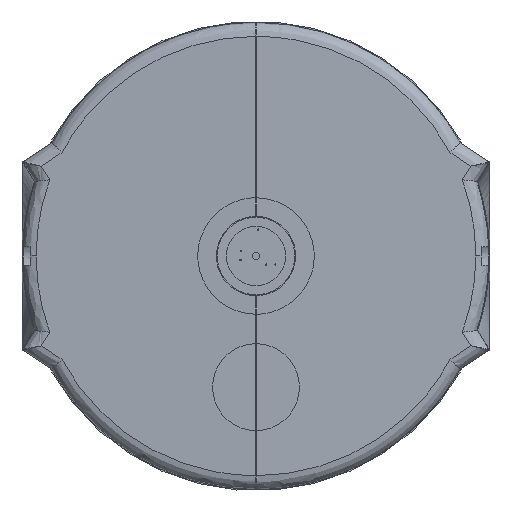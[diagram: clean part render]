
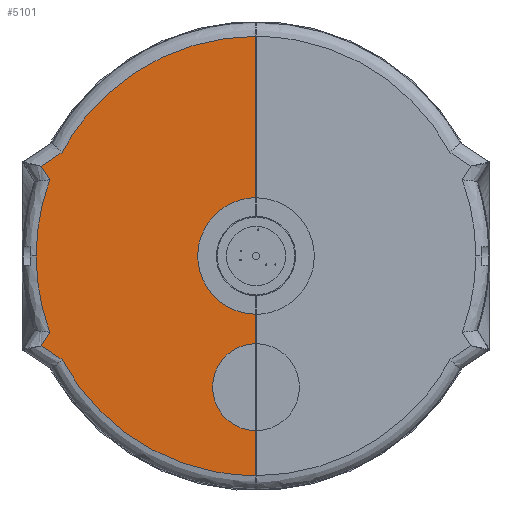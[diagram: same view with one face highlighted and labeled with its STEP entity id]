
A CAD part, front view. The second image highlights one B-rep face of the part: STEP entity #5101.
In plain terms, the highlighted planar face has unit normal (-0.018, -1, 0).
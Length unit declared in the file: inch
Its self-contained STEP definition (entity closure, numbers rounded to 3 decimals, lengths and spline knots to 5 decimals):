
#222 = CARTESIAN_POINT ( 'NONE',  ( -1.32862, 1.21691, -0.49107 ) ) ;
#223 = CARTESIAN_POINT ( 'NONE',  ( -1.34694, 1.21723, -0.52021 ) ) ;
#225 = CARTESIAN_POINT ( 'NONE',  ( -1.36526, 1.21755, -0.54934 ) ) ;
#226 = CARTESIAN_POINT ( 'NONE',  ( -1.38358, 1.21787, -0.57847 ) ) ;
#2368 = FACE_OUTER_BOUND ( 'NONE', #5141, .T. ) ;
#2573 =( BOUNDED_CURVE ( )  B_SPLINE_CURVE ( 3, ( #19163, #19164, #19168, #19169 ),
 .UNSPECIFIED., .F., .F. ) 
 B_SPLINE_CURVE_WITH_KNOTS ( ( 4, 4 ),
 ( 5.92876, 6.28319 ),
 .UNSPECIFIED. ) 
 CURVE ( )  GEOMETRIC_REPRESENTATION_ITEM ( )  RATIONAL_B_SPLINE_CURVE ( ( 1., 0.99, 0.99, 1. ) ) 
 REPRESENTATION_ITEM ( '' )  );
#2596 =( BOUNDED_CURVE ( )  B_SPLINE_CURVE ( 3, ( #19405, #19413, #19418, #19419 ),
 .UNSPECIFIED., .F., .F. ) 
 B_SPLINE_CURVE_WITH_KNOTS ( ( 4, 4 ),
 ( 4.71239, 7.85398 ),
 .UNSPECIFIED. ) 
 CURVE ( )  GEOMETRIC_REPRESENTATION_ITEM ( )  RATIONAL_B_SPLINE_CURVE ( ( 1., 0.333, 0.333, 1. ) ) 
 REPRESENTATION_ITEM ( '' )  );
#2618 = B_SPLINE_CURVE_WITH_KNOTS ( 'NONE', 3,
 ( #15452, #15453, #15458, #15459 ),
 .UNSPECIFIED., .F., .F.,
 ( 4, 4 ),
 ( 0., 0.00262 ),
 .UNSPECIFIED. ) ;
#2732 = B_SPLINE_CURVE_WITH_KNOTS ( 'NONE', 3,
 ( #14576, #14573, #14585, #14586 ),
 .UNSPECIFIED., .F., .F.,
 ( 4, 4 ),
 ( 0., 0.00409 ),
 .UNSPECIFIED. ) ;
#2734 =( BOUNDED_CURVE ( )  B_SPLINE_CURVE ( 3, ( #14587, #14588, #14593, #14594 ),
 .UNSPECIFIED., .F., .F. ) 
 B_SPLINE_CURVE_WITH_KNOTS ( ( 4, 4 ),
 ( 4.71128, 5.7921 ),
 .UNSPECIFIED. ) 
 CURVE ( )  GEOMETRIC_REPRESENTATION_ITEM ( )  RATIONAL_B_SPLINE_CURVE ( ( 1., 0.905, 0.905, 1. ) ) 
 REPRESENTATION_ITEM ( '' )  );
#2740 =( BOUNDED_CURVE ( )  B_SPLINE_CURVE ( 3, ( #14646, #14645, #14651, #14652 ),
 .UNSPECIFIED., .F., .F. ) 
 B_SPLINE_CURVE_WITH_KNOTS ( ( 4, 4 ),
 ( 0., 0.35442 ),
 .UNSPECIFIED. ) 
 CURVE ( )  GEOMETRIC_REPRESENTATION_ITEM ( )  RATIONAL_B_SPLINE_CURVE ( ( 1., 0.99, 0.99, 1. ) ) 
 REPRESENTATION_ITEM ( '' )  );
#2744 = B_SPLINE_CURVE_WITH_KNOTS ( 'NONE', 3,
 ( #14681, #14680, #14686, #14687 ),
 .UNSPECIFIED., .F., .F.,
 ( 4, 4 ),
 ( 0., 0.00409 ),
 .UNSPECIFIED. ) ;
#2748 =( BOUNDED_CURVE ( )  B_SPLINE_CURVE ( 3, ( #14702, #14701, #14724, #14725 ),
 .UNSPECIFIED., .F., .F. ) 
 B_SPLINE_CURVE_WITH_KNOTS ( ( 4, 4 ),
 ( 0.49109, 1.57191 ),
 .UNSPECIFIED. ) 
 CURVE ( )  GEOMETRIC_REPRESENTATION_ITEM ( )  RATIONAL_B_SPLINE_CURVE ( ( 1., 0.905, 0.905, 1. ) ) 
 REPRESENTATION_ITEM ( '' )  );
#2750 = B_SPLINE_CURVE_WITH_KNOTS ( 'NONE', 3,
 ( #222, #223, #225, #226 ),
 .UNSPECIFIED., .F., .F.,
 ( 4, 4 ),
 ( 0., 0.00262 ),
 .UNSPECIFIED. ) ;
#5101 = ADVANCED_FACE ( 'NONE', ( #2368 ), #8207, .T. ) ;
#5141 = EDGE_LOOP ( 'NONE', ( #9319, #9317, #9316, #9310, #9307, #9302, #9300, #9299, #9298, #9297, #9296 ) ) ;
#5777 = LINE ( 'NONE', #14376, #5789 ) ;
#5789 = VECTOR ( 'NONE', #14378, 39.37008 ) ;
#5812 = LINE ( 'NONE', #14720, #5816 ) ;
#5816 = VECTOR ( 'NONE', #14721, 39.37008 ) ;
#8202 = CARTESIAN_POINT ( 'NONE',  ( 0., 1.19372, 1.505 ) ) ;
#8207 = PLANE ( 'NONE',  #18314 ) ;
#8213 = DIRECTION ( 'NONE',  ( -0.017, -1., 0. ) ) ;
#8215 = DIRECTION ( 'NONE',  ( -1., 0.017, 0. ) ) ;
#9296 = ORIENTED_EDGE ( 'NONE', *, *, #18498, .T. ) ;
#9297 = ORIENTED_EDGE ( 'NONE', *, *, #18023, .T. ) ;
#9298 = ORIENTED_EDGE ( 'NONE', *, *, #17194, .T. ) ;
#9299 = ORIENTED_EDGE ( 'NONE', *, *, #17559, .T. ) ;
#9300 = ORIENTED_EDGE ( 'NONE', *, *, #18011, .T. ) ;
#9302 = ORIENTED_EDGE ( 'NONE', *, *, #18014, .T. ) ;
#9307 = ORIENTED_EDGE ( 'NONE', *, *, #17983, .F. ) ;
#9310 = ORIENTED_EDGE ( 'NONE', *, *, #17264, .T. ) ;
#9316 = ORIENTED_EDGE ( 'NONE', *, *, #18034, .F. ) ;
#9317 = ORIENTED_EDGE ( 'NONE', *, *, #18035, .T. ) ;
#9319 = ORIENTED_EDGE ( 'NONE', *, *, #18027, .T. ) ;
#10505 = VERTEX_POINT ( 'NONE', #11959 ) ;
#10535 = VERTEX_POINT ( 'NONE', #11989 ) ;
#10557 = VERTEX_POINT ( 'NONE', #12011 ) ;
#10576 = VERTEX_POINT ( 'NONE', #12030 ) ;
#10620 = VERTEX_POINT ( 'NONE', #12077 ) ;
#10646 = VERTEX_POINT ( 'NONE', #12106 ) ;
#10657 = VERTEX_POINT ( 'NONE', #12119 ) ;
#10679 = VERTEX_POINT ( 'NONE', #12147 ) ;
#10684 = VERTEX_POINT ( 'NONE', #12154 ) ;
#10698 = VERTEX_POINT ( 'NONE', #12174 ) ;
#10744 = VERTEX_POINT ( 'NONE', #12222 ) ;
#11959 = CARTESIAN_POINT ( 'NONE',  ( 0., 1.19372, -0.375 ) ) ;
#11989 = CARTESIAN_POINT ( 'NONE',  ( 0., 1.19372, 1.415 ) ) ;
#12011 = CARTESIAN_POINT ( 'NONE',  ( -1.38358, 1.21787, -0.57847 ) ) ;
#12030 = CARTESIAN_POINT ( 'NONE',  ( -1.41657, 1.21844, 0. ) ) ;
#12077 = CARTESIAN_POINT ( 'NONE',  ( -1.24935, 1.21552, 0.66729 ) ) ;
#12106 = CARTESIAN_POINT ( 'NONE',  ( -1.32862, 1.21691, -0.49107 ) ) ;
#12119 = CARTESIAN_POINT ( 'NONE',  ( 0., 1.19372, -1.415 ) ) ;
#12147 = CARTESIAN_POINT ( 'NONE',  ( -1.32862, 1.21691, 0.49107 ) ) ;
#12154 = CARTESIAN_POINT ( 'NONE',  ( -1.38358, 1.21787, 0.57847 ) ) ;
#12174 = CARTESIAN_POINT ( 'NONE',  ( -1.24935, 1.21552, -0.66729 ) ) ;
#12222 = CARTESIAN_POINT ( 'NONE',  ( 0., 1.19372, 0.375 ) ) ;
#14376 = CARTESIAN_POINT ( 'NONE',  ( 0., 1.19372, 1.505 ) ) ;
#14378 = DIRECTION ( 'NONE',  ( 0., 0., -1. ) ) ;
#14573 = CARTESIAN_POINT ( 'NONE',  ( -1.29409, 1.2163, 0.63768 ) ) ;
#14576 = CARTESIAN_POINT ( 'NONE',  ( -1.24935, 1.21552, 0.66729 ) ) ;
#14585 = CARTESIAN_POINT ( 'NONE',  ( -1.33883, 1.21709, 0.60808 ) ) ;
#14586 = CARTESIAN_POINT ( 'NONE',  ( -1.38358, 1.21787, 0.57847 ) ) ;
#14587 = CARTESIAN_POINT ( 'NONE',  ( 0., 1.19372, 1.415 ) ) ;
#14588 = CARTESIAN_POINT ( 'NONE',  ( -0.53628, 1.20308, 1.41559 ) ) ;
#14593 = CARTESIAN_POINT ( 'NONE',  ( -0.99645, 1.21111, 1.1402 ) ) ;
#14594 = CARTESIAN_POINT ( 'NONE',  ( -1.24935, 1.21552, 0.66729 ) ) ;
#14645 = CARTESIAN_POINT ( 'NONE',  ( -1.41657, 1.21844, -0.16805 ) ) ;
#14646 = CARTESIAN_POINT ( 'NONE',  ( -1.41657, 1.21844, 0. ) ) ;
#14651 = CARTESIAN_POINT ( 'NONE',  ( -1.38695, 1.21793, -0.33347 ) ) ;
#14652 = CARTESIAN_POINT ( 'NONE',  ( -1.32862, 1.21691, -0.49107 ) ) ;
#14680 = CARTESIAN_POINT ( 'NONE',  ( -1.33883, 1.21709, -0.60808 ) ) ;
#14681 = CARTESIAN_POINT ( 'NONE',  ( -1.38358, 1.21787, -0.57847 ) ) ;
#14686 = CARTESIAN_POINT ( 'NONE',  ( -1.29409, 1.2163, -0.63768 ) ) ;
#14687 = CARTESIAN_POINT ( 'NONE',  ( -1.24935, 1.21552, -0.66729 ) ) ;
#14701 = CARTESIAN_POINT ( 'NONE',  ( -0.99645, 1.21111, -1.1402 ) ) ;
#14702 = CARTESIAN_POINT ( 'NONE',  ( -1.24935, 1.21552, -0.66729 ) ) ;
#14720 = CARTESIAN_POINT ( 'NONE',  ( 0., 1.19372, 1.505 ) ) ;
#14721 = DIRECTION ( 'NONE',  ( 0., 0., -1. ) ) ;
#14724 = CARTESIAN_POINT ( 'NONE',  ( -0.53628, 1.20308, -1.41559 ) ) ;
#14725 = CARTESIAN_POINT ( 'NONE',  ( 0., 1.19372, -1.415 ) ) ;
#15452 = CARTESIAN_POINT ( 'NONE',  ( -1.38358, 1.21787, 0.57847 ) ) ;
#15453 = CARTESIAN_POINT ( 'NONE',  ( -1.36526, 1.21755, 0.54934 ) ) ;
#15458 = CARTESIAN_POINT ( 'NONE',  ( -1.34694, 1.21723, 0.52021 ) ) ;
#15459 = CARTESIAN_POINT ( 'NONE',  ( -1.32862, 1.21691, 0.49107 ) ) ;
#17194 = EDGE_CURVE ( 'NONE', #10679, #10576, #2573, .T. ) ;
#17264 = EDGE_CURVE ( 'NONE', #10505, #10744, #2596, .T. ) ;
#17559 = EDGE_CURVE ( 'NONE', #10684, #10679, #2618, .T. ) ;
#17983 = EDGE_CURVE ( 'NONE', #10535, #10744, #5777, .T. ) ;
#18011 = EDGE_CURVE ( 'NONE', #10620, #10684, #2732, .T. ) ;
#18014 = EDGE_CURVE ( 'NONE', #10535, #10620, #2734, .T. ) ;
#18023 = EDGE_CURVE ( 'NONE', #10576, #10646, #2740, .T. ) ;
#18027 = EDGE_CURVE ( 'NONE', #10557, #10698, #2744, .T. ) ;
#18034 = EDGE_CURVE ( 'NONE', #10505, #10657, #5812, .T. ) ;
#18035 = EDGE_CURVE ( 'NONE', #10698, #10657, #2748, .T. ) ;
#18314 = AXIS2_PLACEMENT_3D ( 'NONE', #8202, #8213, #8215 ) ;
#18498 = EDGE_CURVE ( 'NONE', #10646, #10557, #2750, .T. ) ;
#19163 = CARTESIAN_POINT ( 'NONE',  ( -1.32862, 1.21691, 0.49107 ) ) ;
#19164 = CARTESIAN_POINT ( 'NONE',  ( -1.38695, 1.21793, 0.33347 ) ) ;
#19168 = CARTESIAN_POINT ( 'NONE',  ( -1.41657, 1.21844, 0.16805 ) ) ;
#19169 = CARTESIAN_POINT ( 'NONE',  ( -1.41657, 1.21844, 0. ) ) ;
#19405 = CARTESIAN_POINT ( 'NONE',  ( 0., 1.19372, -0.375 ) ) ;
#19413 = CARTESIAN_POINT ( 'NONE',  ( -0.75, 1.20681, -0.375 ) ) ;
#19418 = CARTESIAN_POINT ( 'NONE',  ( -0.75, 1.20681, 0.375 ) ) ;
#19419 = CARTESIAN_POINT ( 'NONE',  ( 0., 1.19372, 0.375 ) ) ;
